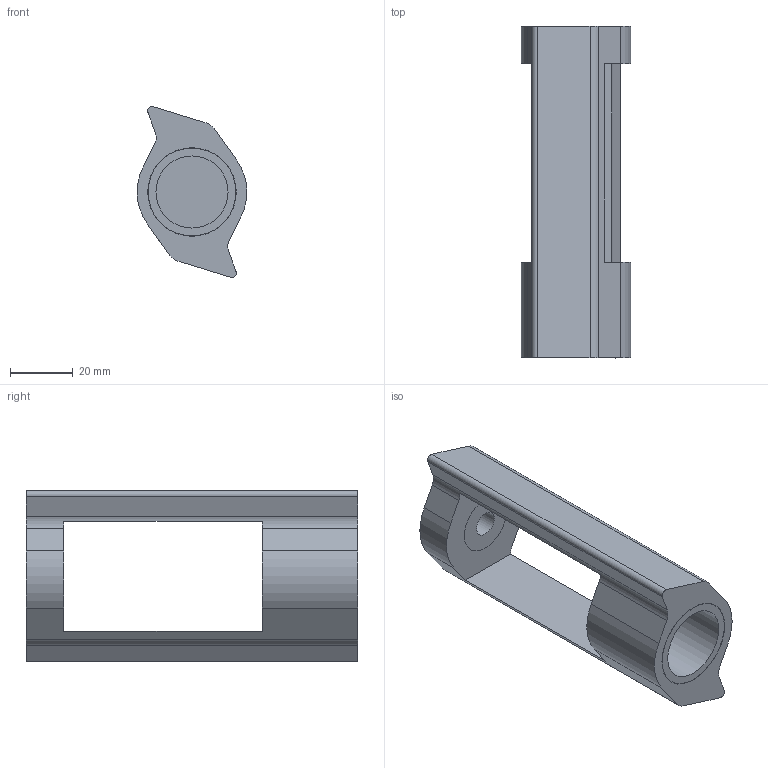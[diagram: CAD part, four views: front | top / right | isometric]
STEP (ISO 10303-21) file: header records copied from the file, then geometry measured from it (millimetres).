
FILE_DESCRIPTION(/* description */ (''),/* implementation_level */ '2;1');
FILE_NAME(/* name */ 'hubmotor 2025.step',/* time_stamp */ '2026-02-18T14:12:22-03:00',/* author */ (''),/* organization */ (''),/* preprocessor_version */ 'ST-DEVELOPER v20.1',/* originating_system */ 'Autodesk Translation Framework v14.24.0.0',/* authorisation */ '');
FILE_SCHEMA (('AUTOMOTIVE_DESIGN { 1 0 10303 214 3 1 1 }'));
Length unit declared in the file: millimetre
Products named in the file (3): hubmotor 2; Imã do motor; rolamento 19 externo, 8 interno e 6 espessura
Assembly tree (3 placements, depth 2):
  hubmotor 2
    Imã do motor
    rolamento 19 externo, 8 interno e 6 espessura  x2
Bounding box: 35 x 105.73 x 54.5 mm (x, y, z)
Volume: 62594 mm3; surface area: 30210.7 mm2
Topology: 5 solids, 5 shells, 45 faces, 108 edges, 72 vertices
Faces by surface type: plane 25, cylinder 20
Full cylindrical faces by diameter (mm): 8 x2, 19 x3, 23 x1, 28 x2, 28.2 x2
Entity records: 1380 total; most frequent: DIRECTION 238, CARTESIAN_POINT 218, ORIENTED_EDGE 204, EDGE_CURVE 102, AXIS2_PLACEMENT_3D 88, VERTEX_POINT 68, LINE 62, VECTOR 62
